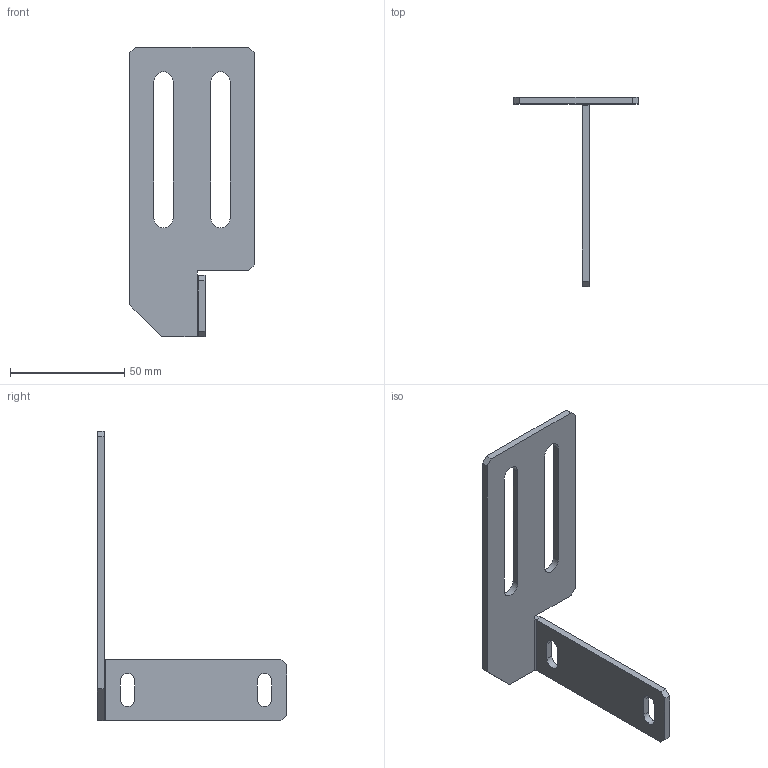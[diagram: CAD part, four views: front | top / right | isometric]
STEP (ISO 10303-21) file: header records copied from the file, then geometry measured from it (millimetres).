
FILE_DESCRIPTION (( 'STEP AP214' ), '1' );
FILE_NAME ('LIMAX-M MW.STEP', '2016-07-18T11:08:15', ( '' ), ( '' ), 'SwSTEP 2.0', 'SolidWorks 2016', '' );
FILE_SCHEMA (( 'AUTOMOTIVE_DESIGN' ));
Length unit declared in the file: millimetre
Products named in the file (1): LIMAX-M MW
Bounding box: 54.5 x 83 x 127 mm (x, y, z)
Volume: 21075 mm3; surface area: 16685.1 mm2
Topology: 1 solids, 1 shells, 41 faces, 109 edges, 70 vertices
Faces by surface type: plane 29, cylinder 12
Entity records: 1313 total; most frequent: CARTESIAN_POINT 221, ORIENTED_EDGE 218, DIRECTION 217, EDGE_CURVE 109, VECTOR 85, LINE 85, VERTEX_POINT 70, AXIS2_PLACEMENT_3D 66
